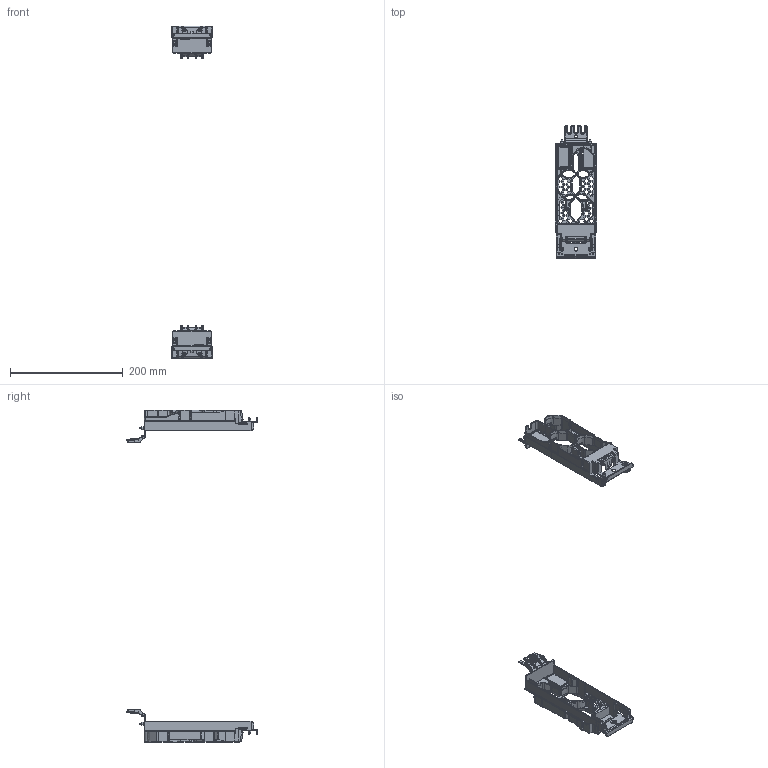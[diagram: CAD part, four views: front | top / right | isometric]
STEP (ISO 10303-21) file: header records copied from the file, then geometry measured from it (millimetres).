
FILE_DESCRIPTION(('CATIA V5 STEP'),'2;1');
FILE_NAME('A8100010_Leistenfuehrung_JM_SASIL_plus1.stp','2014-06-18T09:45:51+00:00',('none'),('Jean Müller GmbH'),'CATIA Version 5 Release 19 SP 9 (IN-10)','CATIA V5 STEP AP214','none');
FILE_SCHEMA(('AUTOMOTIVE_DESIGN { 1 0 10303 214 1 1 1 1 }'));
Products named in the file (3): A8100010_Leistenfuehrung JM SASIL plus1; 33871_Leistenfuehrung; 60569_Gewindebuchse
Assembly tree (6 placements, depth 2):
  A8100010_Leistenfuehrung JM SASIL plus1
    33871_Leistenfuehrung  x2
    60569_Gewindebuchse  x4
Bounding box: 74.5 x 234 x 590 mm (x, y, z)
Volume: 148210.3 mm3; surface area: 150540.5 mm2
Topology: 6 solids, 6 shells, 4918 faces, 12430 edges, 7382 vertices
Faces by surface type: cylinder 1780, plane 1416, bspline 1138, cone 252, torus 244, sphere 88
Entity records: 100658 total; most frequent: CARTESIAN_POINT 50207, ORIENTED_EDGE 12224, DIRECTION 6543, EDGE_CURVE 6112, VERTEX_POINT 3661, B_SPLINE_CURVE_WITH_KNOTS 2787, AXIS2_PLACEMENT_3D 2585, EDGE_LOOP 2499
